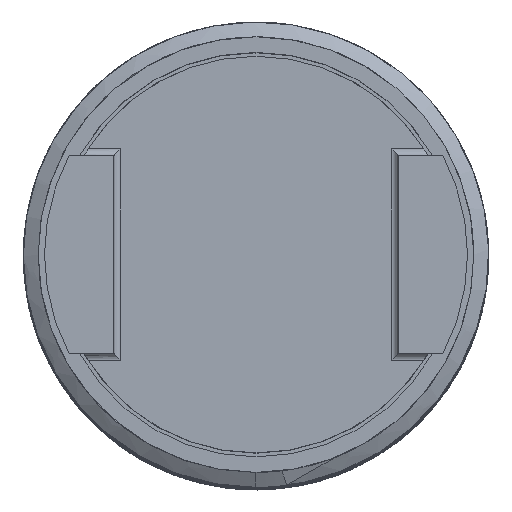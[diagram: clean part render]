
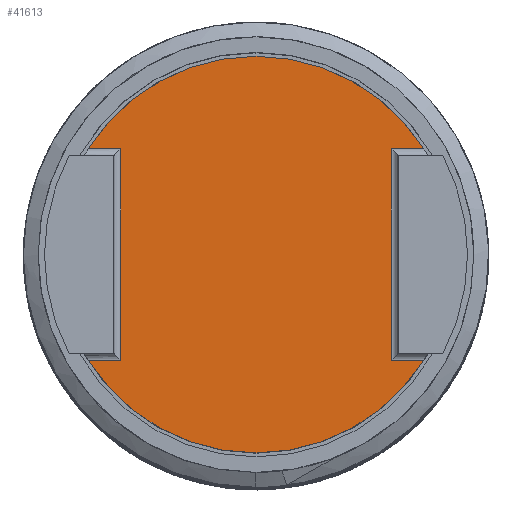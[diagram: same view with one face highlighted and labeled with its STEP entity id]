
A CAD part, top view. The second image highlights one B-rep face of the part: STEP entity #41613.
In plain terms, the highlighted face is planar.
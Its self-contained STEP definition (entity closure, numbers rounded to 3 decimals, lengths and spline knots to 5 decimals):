
#40727=DIRECTION('',(-1.,0.,0.));
#40728=VECTOR('',#40727,0.04877);
#40729=CARTESIAN_POINT('',(0.25377,-0.16,-0.1));
#40730=LINE('',#40729,#40728);
#40731=DIRECTION('',(0.,1.,0.));
#40732=VECTOR('',#40731,0.32);
#40733=CARTESIAN_POINT('',(0.205,-0.16,-0.1));
#40734=LINE('',#40733,#40732);
#40735=DIRECTION('',(1.,0.,0.));
#40736=VECTOR('',#40735,0.04877);
#40737=CARTESIAN_POINT('',(0.205,0.16,-0.1));
#40738=LINE('',#40737,#40736);
#40739=CARTESIAN_POINT('',(0.,0.,-0.1));
#40740=DIRECTION('',(0.,0.,1.));
#40741=DIRECTION('',(0.846,0.533,0.));
#40742=AXIS2_PLACEMENT_3D('',#40739,#40740,#40741);
#40744=DIRECTION('',(1.,0.,0.));
#40745=VECTOR('',#40744,0.04877);
#40746=CARTESIAN_POINT('',(-0.25377,0.16,-0.1));
#40747=LINE('',#40746,#40745);
#40748=DIRECTION('',(0.,-1.,0.));
#40749=VECTOR('',#40748,0.32);
#40750=CARTESIAN_POINT('',(-0.205,0.16,-0.1));
#40751=LINE('',#40750,#40749);
#40752=DIRECTION('',(-1.,0.,0.));
#40753=VECTOR('',#40752,0.04877);
#40754=CARTESIAN_POINT('',(-0.205,-0.16,-0.1));
#40755=LINE('',#40754,#40753);
#40756=CARTESIAN_POINT('',(0.,0.,-0.1));
#40757=DIRECTION('',(0.,0.,-1.));
#40758=DIRECTION('',(0.846,-0.533,0.));
#40759=AXIS2_PLACEMENT_3D('',#40756,#40757,#40758);
#41482=CARTESIAN_POINT('',(0.25377,-0.16,-0.1));
#41483=CARTESIAN_POINT('',(0.205,-0.16,-0.1));
#41484=VERTEX_POINT('',#41482);
#41485=VERTEX_POINT('',#41483);
#41488=CARTESIAN_POINT('',(0.205,0.16,-0.1));
#41489=VERTEX_POINT('',#41488);
#41490=CARTESIAN_POINT('',(0.25377,0.16,-0.1));
#41491=VERTEX_POINT('',#41490);
#41498=CARTESIAN_POINT('',(-0.205,-0.16,-0.1));
#41499=CARTESIAN_POINT('',(-0.25377,-0.16,-0.1));
#41500=VERTEX_POINT('',#41498);
#41501=VERTEX_POINT('',#41499);
#41506=CARTESIAN_POINT('',(-0.205,0.16,-0.1));
#41507=VERTEX_POINT('',#41506);
#41512=CARTESIAN_POINT('',(-0.25377,0.16,-0.1));
#41513=VERTEX_POINT('',#41512);
#41591=CARTESIAN_POINT('',(0.,0.,-0.1));
#41592=DIRECTION('',(0.,0.,1.));
#41593=DIRECTION('',(-1.,0.,0.));
#41594=AXIS2_PLACEMENT_3D('',#41591,#41592,#41593);
#41595=PLANE('',#41594);
#41597=ORIENTED_EDGE('',*,*,#41596,.T.);
#41599=ORIENTED_EDGE('',*,*,#41598,.T.);
#41600=ORIENTED_EDGE('',*,*,#41580,.T.);
#41602=ORIENTED_EDGE('',*,*,#41601,.T.);
#41604=ORIENTED_EDGE('',*,*,#41603,.T.);
#41606=ORIENTED_EDGE('',*,*,#41605,.T.);
#41608=ORIENTED_EDGE('',*,*,#41607,.T.);
#41610=ORIENTED_EDGE('',*,*,#41609,.F.);
#41611=EDGE_LOOP('',(#41597,#41599,#41600,#41602,#41604,#41606,#41608,#41610));
#41612=FACE_OUTER_BOUND('',#41611,.F.);
#41613=ADVANCED_FACE('',(#41612),#41595,.F.);
#40743=CIRCLE('',#40742,0.3);
#40760=CIRCLE('',#40759,0.3);
#41580=EDGE_CURVE('',#41489,#41491,#40738,.T.);
#41596=EDGE_CURVE('',#41484,#41485,#40730,.T.);
#41598=EDGE_CURVE('',#41485,#41489,#40734,.T.);
#41601=EDGE_CURVE('',#41491,#41513,#40743,.T.);
#41603=EDGE_CURVE('',#41513,#41507,#40747,.T.);
#41605=EDGE_CURVE('',#41507,#41500,#40751,.T.);
#41607=EDGE_CURVE('',#41500,#41501,#40755,.T.);
#41609=EDGE_CURVE('',#41484,#41501,#40760,.T.);
